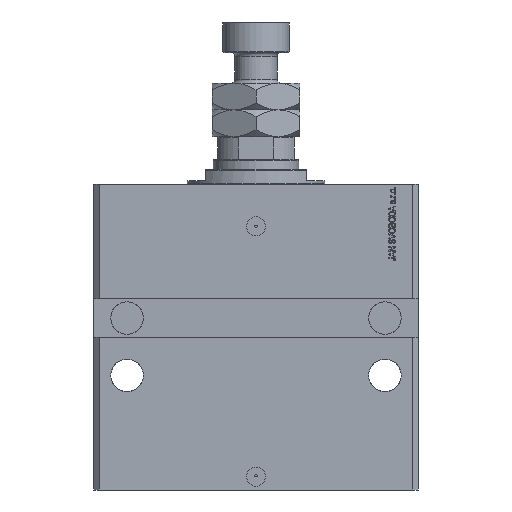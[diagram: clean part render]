
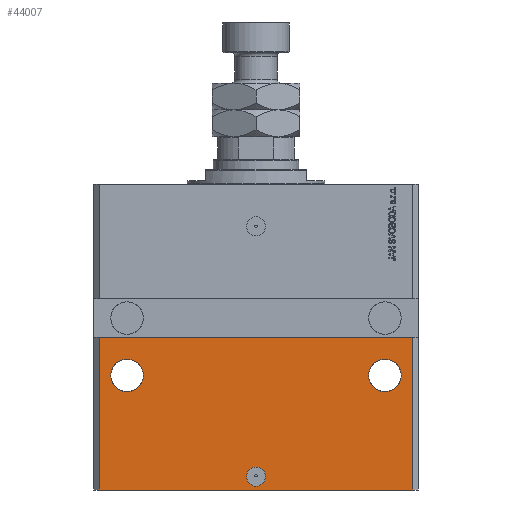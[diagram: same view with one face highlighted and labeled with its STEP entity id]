
A CAD part, front view. The second image highlights one B-rep face of the part: STEP entity #44007.
In plain terms, the highlighted planar face has unit normal (0, -1, 0).
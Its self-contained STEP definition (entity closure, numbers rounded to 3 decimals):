
#553 = CIRCLE ( 'NONE', #33887, 8.5 ) ;
#943 = EDGE_CURVE ( 'NONE', #18308, #29926, #15015, .T. ) ;
#974 = CARTESIAN_POINT ( 'NONE',  ( 76., -70., -100. ) ) ;
#1522 = FACE_BOUND ( 'NONE', #40225, .T. ) ;
#1617 = EDGE_CURVE ( 'NONE', #22416, #42242, #6585, .T. ) ;
#2537 = CARTESIAN_POINT ( 'NONE',  ( -76., -70., -100. ) ) ;
#3518 = DIRECTION ( 'NONE',  ( -1., 0., 0. ) ) ;
#3596 = DIRECTION ( 'NONE',  ( 1., 0., 0. ) ) ;
#3606 = DIRECTION ( 'NONE',  ( 1., 0., 0. ) ) ;
#3816 = ORIENTED_EDGE ( 'NONE', *, *, #943, .T. ) ;
#3842 = CARTESIAN_POINT ( 'NONE',  ( -82., -70., -160. ) ) ;
#4440 = FACE_BOUND ( 'NONE', #10944, .T. ) ;
#4687 = CARTESIAN_POINT ( 'NONE',  ( -82., -70., -160. ) ) ;
#5057 = VERTEX_POINT ( 'NONE', #38259 ) ;
#5223 = CARTESIAN_POINT ( 'NONE',  ( 0., -70., -153. ) ) ;
#5341 = EDGE_CURVE ( 'NONE', #17654, #18355, #14452, .T. ) ;
#6585 = CIRCLE ( 'NONE', #43013, 5. ) ;
#6713 = AXIS2_PLACEMENT_3D ( 'NONE', #23457, #38258, #33425 ) ;
#8395 = VERTEX_POINT ( 'NONE', #24788 ) ;
#8418 = CIRCLE ( 'NONE', #39455, 8.5 ) ;
#8565 = FACE_OUTER_BOUND ( 'NONE', #25190, .T. ) ;
#9643 = VECTOR ( 'NONE', #22781, 1000. ) ;
#10027 = DIRECTION ( 'NONE',  ( 0., -1., 0. ) ) ;
#10944 = EDGE_LOOP ( 'NONE', ( #33701, #12537 ) ) ;
#11067 = ORIENTED_EDGE ( 'NONE', *, *, #19032, .F. ) ;
#11638 = EDGE_CURVE ( 'NONE', #12639, #5057, #553, .T. ) ;
#12175 = EDGE_CURVE ( 'NONE', #42242, #22416, #25409, .T. ) ;
#12537 = ORIENTED_EDGE ( 'NONE', *, *, #44120, .F. ) ;
#12639 = VERTEX_POINT ( 'NONE', #974 ) ;
#12960 = CARTESIAN_POINT ( 'NONE',  ( 0., -70., -153. ) ) ;
#12988 = DIRECTION ( 'NONE',  ( 0., -1., 0. ) ) ;
#13144 = VECTOR ( 'NONE', #43702, 1000. ) ;
#14430 = ORIENTED_EDGE ( 'NONE', *, *, #12175, .F. ) ;
#14452 = CIRCLE ( 'NONE', #6713, 8.5 ) ;
#15015 = LINE ( 'NONE', #41231, #9643 ) ;
#16077 = DIRECTION ( 'NONE',  ( 0., -1., 0. ) ) ;
#17076 = EDGE_LOOP ( 'NONE', ( #11067, #24778 ) ) ;
#17287 = VECTOR ( 'NONE', #46560, 1000. ) ;
#17654 = VERTEX_POINT ( 'NONE', #2537 ) ;
#17732 = LINE ( 'NONE', #28659, #13144 ) ;
#18308 = VERTEX_POINT ( 'NONE', #3842 ) ;
#18355 = VERTEX_POINT ( 'NONE', #47736 ) ;
#19032 = EDGE_CURVE ( 'NONE', #18355, #17654, #20186, .T. ) ;
#20186 = CIRCLE ( 'NONE', #41899, 8.5 ) ;
#21418 = VERTEX_POINT ( 'NONE', #40310 ) ;
#22416 = VERTEX_POINT ( 'NONE', #33459 ) ;
#22484 = EDGE_CURVE ( 'NONE', #29926, #21418, #46308, .T. ) ;
#22781 = DIRECTION ( 'NONE',  ( 1., 0., 0. ) ) ;
#23074 = AXIS2_PLACEMENT_3D ( 'NONE', #5223, #12988, #38463 ) ;
#23457 = CARTESIAN_POINT ( 'NONE',  ( -67.5, -70., -100. ) ) ;
#24427 = EDGE_CURVE ( 'NONE', #8395, #21418, #40740, .T. ) ;
#24661 = ORIENTED_EDGE ( 'NONE', *, *, #22484, .T. ) ;
#24778 = ORIENTED_EDGE ( 'NONE', *, *, #5341, .F. ) ;
#24788 = CARTESIAN_POINT ( 'NONE',  ( -82., -70., -80. ) ) ;
#24826 = DIRECTION ( 'NONE',  ( 1., 0., 0. ) ) ;
#25190 = EDGE_LOOP ( 'NONE', ( #37670, #31993, #3816, #24661 ) ) ;
#25409 = CIRCLE ( 'NONE', #23074, 5. ) ;
#26396 = CARTESIAN_POINT ( 'NONE',  ( -5., -70., -153. ) ) ;
#27241 = DIRECTION ( 'NONE',  ( 0., 0., -1. ) ) ;
#27765 = DIRECTION ( 'NONE',  ( 0., -1., 0. ) ) ;
#28457 = CARTESIAN_POINT ( 'NONE',  ( 67.5, -70., -100. ) ) ;
#28659 = CARTESIAN_POINT ( 'NONE',  ( -82., -70., -160. ) ) ;
#29926 = VERTEX_POINT ( 'NONE', #34074 ) ;
#31677 = AXIS2_PLACEMENT_3D ( 'NONE', #4687, #16077, #27241 ) ;
#31993 = ORIENTED_EDGE ( 'NONE', *, *, #45868, .F. ) ;
#33425 = DIRECTION ( 'NONE',  ( -1., 0., 0. ) ) ;
#33459 = CARTESIAN_POINT ( 'NONE',  ( 5., -70., -153. ) ) ;
#33701 = ORIENTED_EDGE ( 'NONE', *, *, #11638, .F. ) ;
#33887 = AXIS2_PLACEMENT_3D ( 'NONE', #46889, #35954, #3596 ) ;
#34074 = CARTESIAN_POINT ( 'NONE',  ( 82., -70., -160. ) ) ;
#34528 = PLANE ( 'NONE',  #31677 ) ;
#35954 = DIRECTION ( 'NONE',  ( 0., -1., 0. ) ) ;
#36751 = DIRECTION ( 'NONE',  ( 0., -1., 0. ) ) ;
#36846 = CARTESIAN_POINT ( 'NONE',  ( -85., -70., -80. ) ) ;
#37670 = ORIENTED_EDGE ( 'NONE', *, *, #24427, .F. ) ;
#38155 = FACE_BOUND ( 'NONE', #17076, .T. ) ;
#38258 = DIRECTION ( 'NONE',  ( 0., -1., 0. ) ) ;
#38259 = CARTESIAN_POINT ( 'NONE',  ( 59., -70., -100. ) ) ;
#38463 = DIRECTION ( 'NONE',  ( 1., 0., 0. ) ) ;
#39284 = CARTESIAN_POINT ( 'NONE',  ( 82., -70., -160. ) ) ;
#39296 = ORIENTED_EDGE ( 'NONE', *, *, #1617, .F. ) ;
#39455 = AXIS2_PLACEMENT_3D ( 'NONE', #28457, #10027, #24826 ) ;
#39850 = VECTOR ( 'NONE', #3606, 1000. ) ;
#40225 = EDGE_LOOP ( 'NONE', ( #39296, #14430 ) ) ;
#40310 = CARTESIAN_POINT ( 'NONE',  ( 82., -70., -80. ) ) ;
#40740 = LINE ( 'NONE', #36846, #39850 ) ;
#41127 = CARTESIAN_POINT ( 'NONE',  ( -67.5, -70., -100. ) ) ;
#41231 = CARTESIAN_POINT ( 'NONE',  ( -82., -70., -160. ) ) ;
#41899 = AXIS2_PLACEMENT_3D ( 'NONE', #41127, #36751, #3518 ) ;
#42242 = VERTEX_POINT ( 'NONE', #26396 ) ;
#42585 = DIRECTION ( 'NONE',  ( 1., 0., 0. ) ) ;
#43013 = AXIS2_PLACEMENT_3D ( 'NONE', #12960, #27765, #42585 ) ;
#43702 = DIRECTION ( 'NONE',  ( 0., 0., 1. ) ) ;
#44007 = ADVANCED_FACE ( 'NONE', ( #1522, #4440, #38155, #8565 ), #34528, .T. ) ;
#44120 = EDGE_CURVE ( 'NONE', #5057, #12639, #8418, .T. ) ;
#45868 = EDGE_CURVE ( 'NONE', #18308, #8395, #17732, .T. ) ;
#46308 = LINE ( 'NONE', #39284, #17287 ) ;
#46560 = DIRECTION ( 'NONE',  ( 0., 0., 1. ) ) ;
#46889 = CARTESIAN_POINT ( 'NONE',  ( 67.5, -70., -100. ) ) ;
#47736 = CARTESIAN_POINT ( 'NONE',  ( -59., -70., -100. ) ) ;
